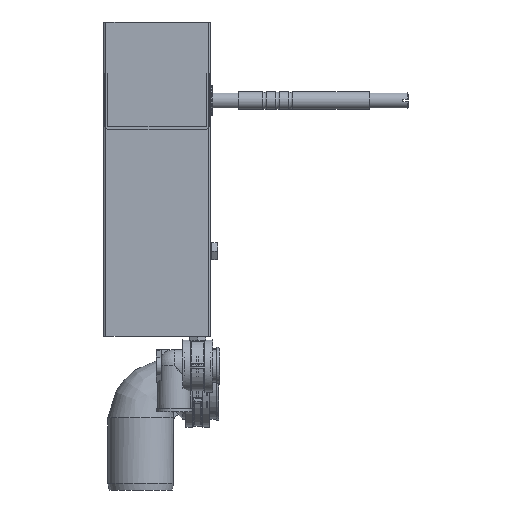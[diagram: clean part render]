
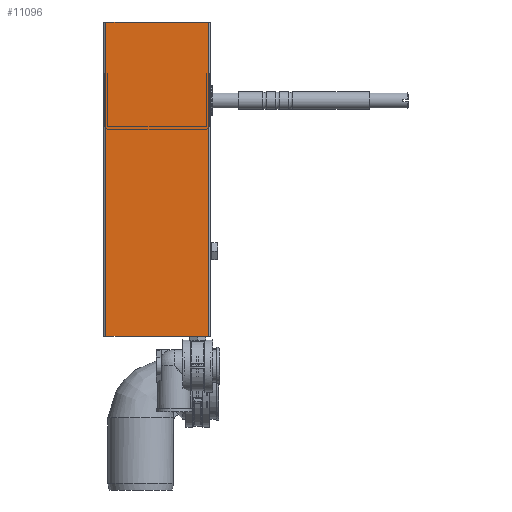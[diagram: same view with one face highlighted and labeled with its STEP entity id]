
A CAD part, front view. The second image highlights one B-rep face of the part: STEP entity #11096.
In plain terms, the highlighted face is planar.
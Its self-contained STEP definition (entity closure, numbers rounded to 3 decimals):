
#1812=ORIENTED_EDGE('',*,*,#5106,.T.);
#1813=ORIENTED_EDGE('',*,*,#5124,.F.);
#1814=ORIENTED_EDGE('',*,*,#5084,.F.);
#1815=ORIENTED_EDGE('',*,*,#5123,.T.);
#5084=EDGE_CURVE('',#6765,#6766,#7856,.F.);
#5106=EDGE_CURVE('',#6788,#6787,#7872,.F.);
#5123=EDGE_CURVE('',#6765,#6788,#7882,.T.);
#5124=EDGE_CURVE('',#6766,#6787,#7883,.F.);
#6765=VERTEX_POINT('',#18171);
#6766=VERTEX_POINT('',#18173);
#6787=VERTEX_POINT('',#18217);
#6788=VERTEX_POINT('',#18219);
#7856=LINE('',#18172,#8555);
#7872=LINE('',#18218,#8571);
#7882=LINE('',#18248,#8581);
#7883=LINE('',#18250,#8582);
#8555=VECTOR('',#14934,1000.);
#8571=VECTOR('',#14966,1000.);
#8581=VECTOR('',#15006,1000.);
#8582=VECTOR('',#15009,1000.);
#9280=EDGE_LOOP('',(#1812,#1813,#1814,#1815));
#10067=FACE_BOUND('',#9280,.T.);
#10815=PLANE('',#13604);
#11096=ADVANCED_FACE('',(#10067),#10815,.F.);
#13604=AXIS2_PLACEMENT_3D('',#18249,#15007,#15008);
#14934=DIRECTION('',(-1.,0.,0.));
#14966=DIRECTION('',(-1.,0.,0.));
#15006=DIRECTION('',(0.,-1.,0.));
#15007=DIRECTION('',(0.,0.,-1.));
#15008=DIRECTION('',(-1.,0.,0.));
#15009=DIRECTION('',(0.,1.,0.));
#18171=CARTESIAN_POINT('',(-39.,120.,30.));
#18172=CARTESIAN_POINT('',(-40.,120.,30.));
#18173=CARTESIAN_POINT('',(39.,120.,30.));
#18217=CARTESIAN_POINT('',(39.,-120.,30.));
#18218=CARTESIAN_POINT('',(-40.,-120.,30.));
#18219=CARTESIAN_POINT('',(-39.,-120.,30.));
#18248=CARTESIAN_POINT('',(-39.,120.,30.));
#18249=CARTESIAN_POINT('',(-40.,120.,30.));
#18250=CARTESIAN_POINT('',(39.,120.,30.));
